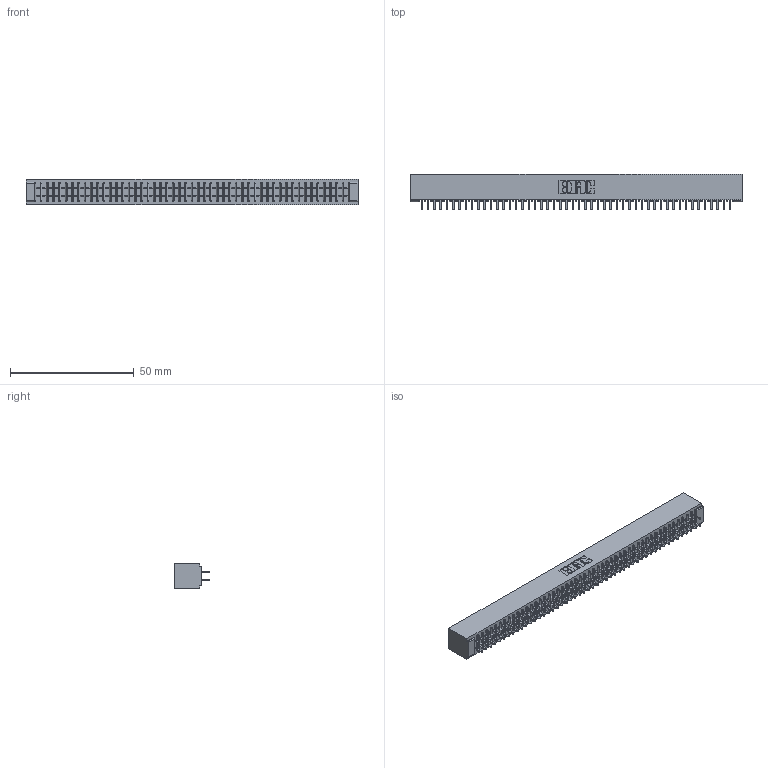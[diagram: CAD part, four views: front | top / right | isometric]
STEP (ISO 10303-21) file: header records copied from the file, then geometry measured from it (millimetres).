
FILE_DESCRIPTION (( 'STEP AP203' ), '1' );
FILE_NAME ('391-100-520-201.STEP', '2018-08-09T19:19:00', ( '' ), ( '' ), 'SwSTEP 2.0', 'SolidWorks 2016', '' );
FILE_SCHEMA (( 'CONFIG_CONTROL_DESIGN' ));
Length unit declared in the file: inch
Products named in the file (3): 341 Part_No Mounting Lugs; 341-292-001_341-292-120; 391-100-520-201
Assembly tree (101 placements, depth 2):
  391-100-520-201
    341 Part_No Mounting Lugs
    341-292-001_341-292-120  x100
Bounding box: 133.99 x 14.27 x 10.16 mm (x, y, z)
Volume: 10140.9 mm3; surface area: 18822.3 mm2
Topology: 101 solids, 101 shells, 6708 faces, 19442 edges, 12590 vertices
Faces by surface type: plane 4064, cylinder 2444, sphere 102, torus 98
Entity records: 59167 total; most frequent: CARTESIAN_POINT 9834, ORIENTED_EDGE 9772, DIRECTION 9536, EDGE_CURVE 4886, LINE 3960, VECTOR 3960, VERTEX_POINT 3086, AXIS2_PLACEMENT_3D 2788
